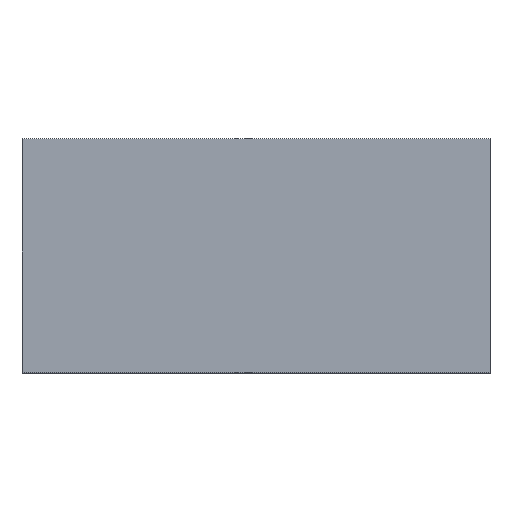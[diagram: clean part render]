
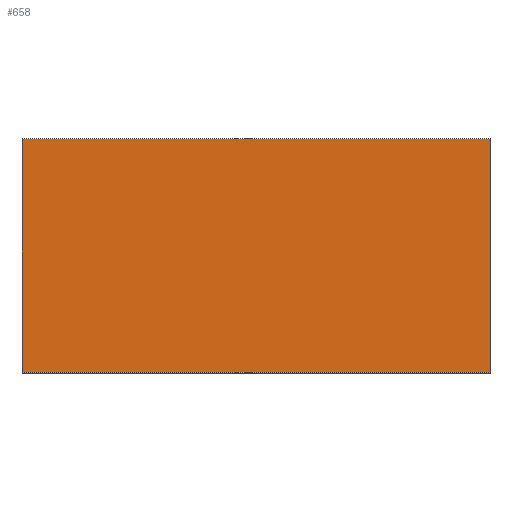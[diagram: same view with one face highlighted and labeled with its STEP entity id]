
A CAD part, top view. The second image highlights one B-rep face of the part: STEP entity #658.
In plain terms, the highlighted planar face has unit normal (0, 0, 1).
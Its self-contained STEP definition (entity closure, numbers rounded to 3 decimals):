
#61 = VECTOR ( 'NONE', #1101, 1000. ) ;
#85 = CARTESIAN_POINT ( 'NONE',  ( 0., 6., 75. ) ) ;
#103 = VERTEX_POINT ( 'NONE', #1434 ) ;
#238 = ORIENTED_EDGE ( 'NONE', *, *, #907, .F. ) ;
#252 = CARTESIAN_POINT ( 'NONE',  ( -3000., 1500., 75. ) ) ;
#280 = DIRECTION ( 'NONE',  ( 1., 0., 0. ) ) ;
#327 = EDGE_CURVE ( 'NONE', #103, #874, #345, .T. ) ;
#345 = LINE ( 'NONE', #252, #61 ) ;
#348 = CARTESIAN_POINT ( 'NONE',  ( 0., 1500., 75. ) ) ;
#374 = CARTESIAN_POINT ( 'NONE',  ( -3000., 1500., 75. ) ) ;
#382 = LINE ( 'NONE', #495, #516 ) ;
#393 = CARTESIAN_POINT ( 'NONE',  ( -3000., 1500., 75. ) ) ;
#441 = VERTEX_POINT ( 'NONE', #348 ) ;
#447 = DIRECTION ( 'NONE',  ( 1., 0., 0. ) ) ;
#471 = CARTESIAN_POINT ( 'NONE',  ( -3000., 6., 75. ) ) ;
#495 = CARTESIAN_POINT ( 'NONE',  ( 0., 1500., 75. ) ) ;
#501 = VERTEX_POINT ( 'NONE', #85 ) ;
#516 = VECTOR ( 'NONE', #1377, 1000. ) ;
#582 = EDGE_LOOP ( 'NONE', ( #1519, #238, #1268, #1196 ) ) ;
#653 = DIRECTION ( 'NONE',  ( 0., 0., 1. ) ) ;
#658 = ADVANCED_FACE ( 'NONE', ( #1155 ), #1548, .T. ) ;
#874 = VERTEX_POINT ( 'NONE', #1163 ) ;
#907 = EDGE_CURVE ( 'NONE', #103, #441, #1419, .T. ) ;
#908 = DIRECTION ( 'NONE',  ( 0., -1., 0. ) ) ;
#994 = AXIS2_PLACEMENT_3D ( 'NONE', #393, #653, #908 ) ;
#1086 = LINE ( 'NONE', #471, #1511 ) ;
#1101 = DIRECTION ( 'NONE',  ( 0., -1., 0. ) ) ;
#1155 = FACE_OUTER_BOUND ( 'NONE', #582, .T. ) ;
#1163 = CARTESIAN_POINT ( 'NONE',  ( -3000., 6., 75. ) ) ;
#1192 = EDGE_CURVE ( 'NONE', #441, #501, #382, .T. ) ;
#1196 = ORIENTED_EDGE ( 'NONE', *, *, #1532, .T. ) ;
#1268 = ORIENTED_EDGE ( 'NONE', *, *, #327, .T. ) ;
#1372 = VECTOR ( 'NONE', #280, 1000. ) ;
#1377 = DIRECTION ( 'NONE',  ( 0., -1., 0. ) ) ;
#1419 = LINE ( 'NONE', #374, #1372 ) ;
#1434 = CARTESIAN_POINT ( 'NONE',  ( -3000., 1500., 75. ) ) ;
#1511 = VECTOR ( 'NONE', #447, 1000. ) ;
#1519 = ORIENTED_EDGE ( 'NONE', *, *, #1192, .F. ) ;
#1532 = EDGE_CURVE ( 'NONE', #874, #501, #1086, .T. ) ;
#1548 = PLANE ( 'NONE',  #994 ) ;
